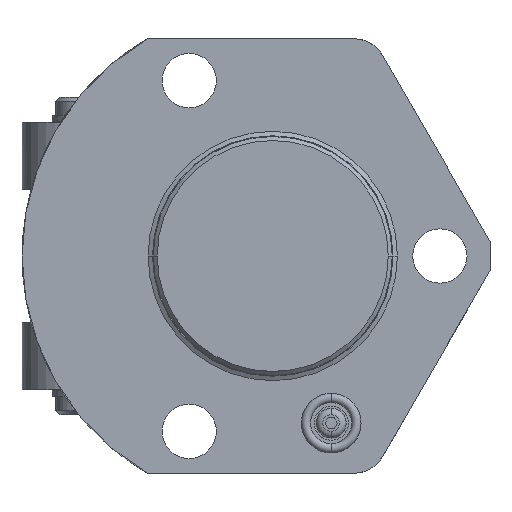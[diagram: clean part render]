
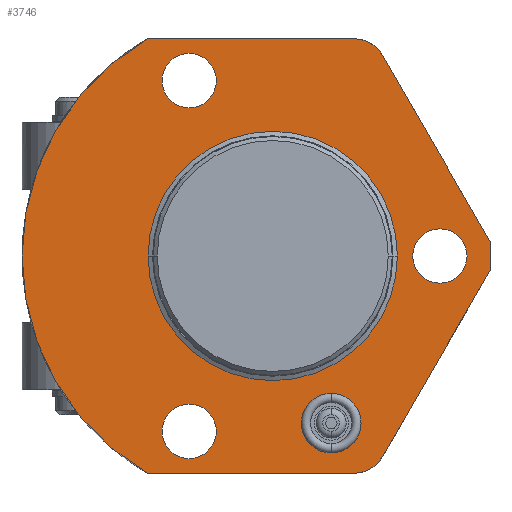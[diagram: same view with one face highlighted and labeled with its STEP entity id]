
A CAD part, front view. The second image highlights one B-rep face of the part: STEP entity #3746.
In plain terms, the highlighted planar face has unit normal (0, -1, 0).
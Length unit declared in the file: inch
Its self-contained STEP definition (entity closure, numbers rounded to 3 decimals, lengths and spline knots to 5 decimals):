
#904=CARTESIAN_POINT('',(0.,0.,0.));
#905=DIRECTION('',(0.,-1.,0.));
#906=DIRECTION('',(-0.499,0.,0.867));
#907=AXIS2_PLACEMENT_3D('',#904,#905,#906);
#1035=CARTESIAN_POINT('',(0.,0.,0.));
#1036=DIRECTION('',(0.,1.,0.));
#1037=DIRECTION('',(1.,0.,0.));
#1038=AXIS2_PLACEMENT_3D('',#1035,#1036,#1037);
#1040=CARTESIAN_POINT('',(0.,0.,0.));
#1041=DIRECTION('',(0.,1.,0.));
#1042=DIRECTION('',(-1.,0.,0.));
#1043=AXIS2_PLACEMENT_3D('',#1040,#1041,#1042);
#1045=CARTESIAN_POINT('',(1.25,0.,0.));
#1046=DIRECTION('',(0.,-1.,0.));
#1047=DIRECTION('',(1.,0.,0.));
#1048=AXIS2_PLACEMENT_3D('',#1045,#1046,#1047);
#1050=CARTESIAN_POINT('',(1.25,0.,0.));
#1051=DIRECTION('',(0.,-1.,0.));
#1052=DIRECTION('',(-1.,0.,0.));
#1053=AXIS2_PLACEMENT_3D('',#1050,#1051,#1052);
#1055=CARTESIAN_POINT('',(-0.625,0.,1.312));
#1056=DIRECTION('',(0.,-1.,0.));
#1057=DIRECTION('',(1.,0.,0.));
#1058=AXIS2_PLACEMENT_3D('',#1055,#1056,#1057);
#1060=CARTESIAN_POINT('',(-0.625,0.,1.312));
#1061=DIRECTION('',(0.,-1.,0.));
#1062=DIRECTION('',(-1.,0.,0.));
#1063=AXIS2_PLACEMENT_3D('',#1060,#1061,#1062);
#1065=CARTESIAN_POINT('',(-0.625,0.,-1.312));
#1066=DIRECTION('',(0.,-1.,0.));
#1067=DIRECTION('',(1.,0.,0.));
#1068=AXIS2_PLACEMENT_3D('',#1065,#1066,#1067);
#1070=CARTESIAN_POINT('',(-0.625,0.,-1.312));
#1071=DIRECTION('',(0.,-1.,0.));
#1072=DIRECTION('',(-1.,0.,0.));
#1073=AXIS2_PLACEMENT_3D('',#1070,#1071,#1072);
#1075=CARTESIAN_POINT('',(0.437,0.,-1.25));
#1076=DIRECTION('',(0.,-1.,0.));
#1077=DIRECTION('',(-1.,0.,0.));
#1078=AXIS2_PLACEMENT_3D('',#1075,#1076,#1077);
#1080=CARTESIAN_POINT('',(0.437,0.,-1.25));
#1081=DIRECTION('',(0.,-1.,0.));
#1082=DIRECTION('',(1.,0.,0.));
#1083=AXIS2_PLACEMENT_3D('',#1080,#1081,#1082);
#1085=DIRECTION('',(-0.5,0.,0.866));
#1086=VECTOR('',#1085,1.60566);
#1087=CARTESIAN_POINT('',(1.625,0.,0.10946));
#1088=LINE('',#1087,#1086);
#1089=DIRECTION('',(0.,0.,1.));
#1090=VECTOR('',#1089,0.21891);
#1091=CARTESIAN_POINT('',(1.625,0.,-0.10946));
#1092=LINE('',#1091,#1090);
#1093=DIRECTION('',(0.5,0.,0.866));
#1094=VECTOR('',#1093,1.60566);
#1095=CARTESIAN_POINT('',(0.82217,0.,-1.5));
#1096=LINE('',#1095,#1094);
#1097=DIRECTION('',(1.,0.,0.));
#1098=VECTOR('',#1097,1.54108);
#1099=CARTESIAN_POINT('',(-0.93541,0.,-1.625));
#1100=LINE('',#1099,#1098);
#1101=DIRECTION('',(1.,0.,0.));
#1102=VECTOR('',#1101,1.54108);
#1103=CARTESIAN_POINT('',(-0.93541,0.,1.625));
#1104=LINE('',#1103,#1102);
#1397=CARTESIAN_POINT('',(0.60566,0.,-1.375));
#1398=DIRECTION('',(0.,-1.,0.));
#1399=DIRECTION('',(0.,0.,-1.));
#1400=AXIS2_PLACEMENT_3D('',#1397,#1398,#1399);
#1568=CARTESIAN_POINT('',(0.60566,0.,1.375));
#1569=DIRECTION('',(0.,-1.,0.));
#1570=DIRECTION('',(0.866,0.,0.5));
#1571=AXIS2_PLACEMENT_3D('',#1568,#1569,#1570);
#2108=CARTESIAN_POINT('',(-0.93541,0.,1.625));
#2109=CARTESIAN_POINT('',(-0.93541,0.,-1.625));
#2110=VERTEX_POINT('',#2108);
#2111=VERTEX_POINT('',#2109);
#2112=CARTESIAN_POINT('',(1.625,0.,-0.10946));
#2113=CARTESIAN_POINT('',(1.625,0.,0.10946));
#2114=VERTEX_POINT('',#2112);
#2115=VERTEX_POINT('',#2113);
#2116=CARTESIAN_POINT('',(1.453,0.,0.));
#2117=CARTESIAN_POINT('',(1.047,0.,0.));
#2118=VERTEX_POINT('',#2116);
#2119=VERTEX_POINT('',#2117);
#2132=CARTESIAN_POINT('',(-0.422,0.,-1.312));
#2133=CARTESIAN_POINT('',(-0.828,0.,-1.312));
#2134=VERTEX_POINT('',#2132);
#2135=VERTEX_POINT('',#2133);
#2140=CARTESIAN_POINT('',(-0.422,0.,1.312));
#2141=CARTESIAN_POINT('',(-0.828,0.,1.312));
#2142=VERTEX_POINT('',#2140);
#2143=VERTEX_POINT('',#2141);
#2193=CARTESIAN_POINT('',(0.21375,0.,-1.25));
#2194=CARTESIAN_POINT('',(0.66025,0.,-1.25));
#2195=VERTEX_POINT('',#2193);
#2196=VERTEX_POINT('',#2194);
#2197=CARTESIAN_POINT('',(0.60566,0.,1.625));
#2199=VERTEX_POINT('',#2197);
#2202=CARTESIAN_POINT('',(0.82217,0.,1.5));
#2203=VERTEX_POINT('',#2202);
#2204=CARTESIAN_POINT('',(0.82217,0.,-1.5));
#2206=VERTEX_POINT('',#2204);
#2209=CARTESIAN_POINT('',(0.60566,0.,-1.625));
#2210=VERTEX_POINT('',#2209);
#2215=CARTESIAN_POINT('',(0.894,0.,0.));
#2216=CARTESIAN_POINT('',(-0.894,0.,0.));
#2217=VERTEX_POINT('',#2215);
#2218=VERTEX_POINT('',#2216);
#3696=CARTESIAN_POINT('',(0.,0.,0.));
#3697=DIRECTION('',(0.,-1.,0.));
#3698=DIRECTION('',(1.,0.,0.));
#3699=AXIS2_PLACEMENT_3D('',#3696,#3697,#3698);
#3700=PLANE('',#3699);
#3702=ORIENTED_EDGE('',*,*,#3701,.F.);
#3704=ORIENTED_EDGE('',*,*,#3703,.F.);
#3706=ORIENTED_EDGE('',*,*,#3705,.F.);
#3708=ORIENTED_EDGE('',*,*,#3707,.F.);
#3710=ORIENTED_EDGE('',*,*,#3709,.F.);
#3712=ORIENTED_EDGE('',*,*,#3711,.F.);
#3713=ORIENTED_EDGE('',*,*,#3577,.F.);
#3715=ORIENTED_EDGE('',*,*,#3714,.T.);
#3716=EDGE_LOOP('',(#3702,#3704,#3706,#3708,#3710,#3712,#3713,#3715));
#3717=FACE_OUTER_BOUND('',#3716,.F.);
#3718=ORIENTED_EDGE('',*,*,#3676,.T.);
#3719=ORIENTED_EDGE('',*,*,#3690,.T.);
#3720=EDGE_LOOP('',(#3718,#3719));
#3721=FACE_BOUND('',#3720,.F.);
#3723=ORIENTED_EDGE('',*,*,#3722,.T.);
#3725=ORIENTED_EDGE('',*,*,#3724,.T.);
#3726=EDGE_LOOP('',(#3723,#3725));
#3727=FACE_BOUND('',#3726,.F.);
#3729=ORIENTED_EDGE('',*,*,#3728,.T.);
#3731=ORIENTED_EDGE('',*,*,#3730,.T.);
#3732=EDGE_LOOP('',(#3729,#3731));
#3733=FACE_BOUND('',#3732,.F.);
#3735=ORIENTED_EDGE('',*,*,#3734,.T.);
#3737=ORIENTED_EDGE('',*,*,#3736,.T.);
#3738=EDGE_LOOP('',(#3735,#3737));
#3739=FACE_BOUND('',#3738,.F.);
#3741=ORIENTED_EDGE('',*,*,#3740,.F.);
#3743=ORIENTED_EDGE('',*,*,#3742,.F.);
#3744=EDGE_LOOP('',(#3741,#3743));
#3745=FACE_BOUND('',#3744,.F.);
#908=CIRCLE('',#907,1.875);
#1039=CIRCLE('',#1038,0.894);
#1044=CIRCLE('',#1043,0.894);
#1049=CIRCLE('',#1048,0.203);
#1054=CIRCLE('',#1053,0.203);
#1059=CIRCLE('',#1058,0.203);
#1064=CIRCLE('',#1063,0.203);
#1069=CIRCLE('',#1068,0.203);
#1074=CIRCLE('',#1073,0.203);
#1079=CIRCLE('',#1078,0.22325);
#1084=CIRCLE('',#1083,0.22325);
#1401=CIRCLE('',#1400,0.25);
#1572=CIRCLE('',#1571,0.25);
#3577=EDGE_CURVE('',#2110,#2111,#908,.T.);
#3676=EDGE_CURVE('',#2118,#2119,#1049,.T.);
#3690=EDGE_CURVE('',#2119,#2118,#1054,.T.);
#3701=EDGE_CURVE('',#2203,#2199,#1572,.T.);
#3703=EDGE_CURVE('',#2115,#2203,#1088,.T.);
#3705=EDGE_CURVE('',#2114,#2115,#1092,.T.);
#3707=EDGE_CURVE('',#2206,#2114,#1096,.T.);
#3709=EDGE_CURVE('',#2210,#2206,#1401,.T.);
#3711=EDGE_CURVE('',#2111,#2210,#1100,.T.);
#3714=EDGE_CURVE('',#2110,#2199,#1104,.T.);
#3722=EDGE_CURVE('',#2142,#2143,#1059,.T.);
#3724=EDGE_CURVE('',#2143,#2142,#1064,.T.);
#3728=EDGE_CURVE('',#2134,#2135,#1069,.T.);
#3730=EDGE_CURVE('',#2135,#2134,#1074,.T.);
#3734=EDGE_CURVE('',#2195,#2196,#1079,.T.);
#3736=EDGE_CURVE('',#2196,#2195,#1084,.T.);
#3740=EDGE_CURVE('',#2217,#2218,#1039,.T.);
#3742=EDGE_CURVE('',#2218,#2217,#1044,.T.);
#3746=ADVANCED_FACE('',(#3717,#3721,#3727,#3733,#3739,#3745),#3700,.T.);
